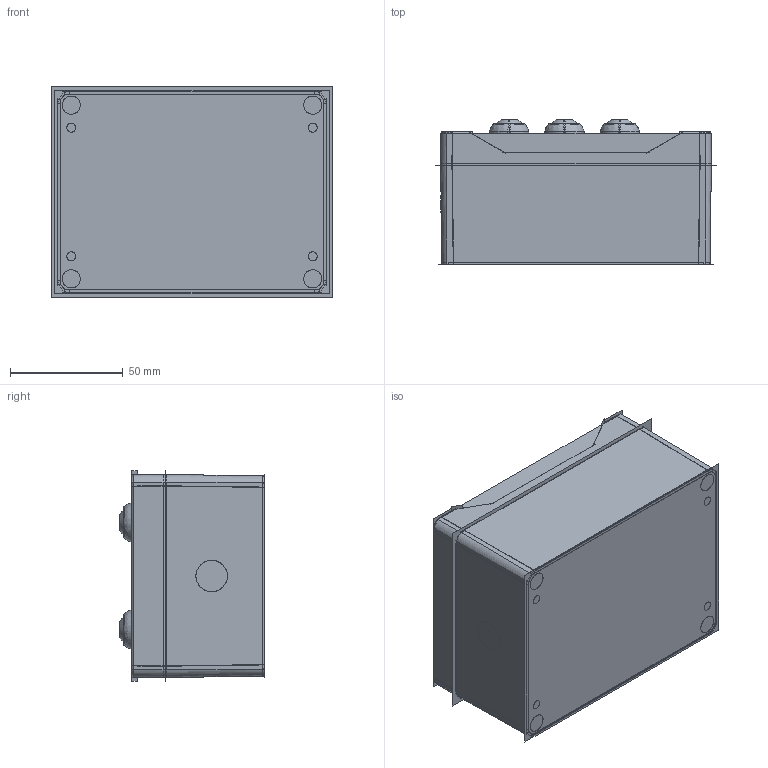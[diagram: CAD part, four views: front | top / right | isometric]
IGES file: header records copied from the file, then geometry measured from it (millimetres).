
Start section:  PTC IGES file: 195230_sm01.igs
Global section: file name: 195230_sm01.igs; native system: Creo Parametric by PTC Inc.; preprocessor: 2019292; author: PDMAdmin; organization: Unknown; date: 20220801.120144; units: millimetre
Bounding box: 124.8 x 64.59 x 93.6 mm (x, y, z)
Volume: 616030.3 mm3; surface area: 211269.8 mm2
Topology: 1 solids, 1 shells, 372 faces, 1800 edges, 2272 vertices
Faces by surface type: revolution 192, bspline 180
